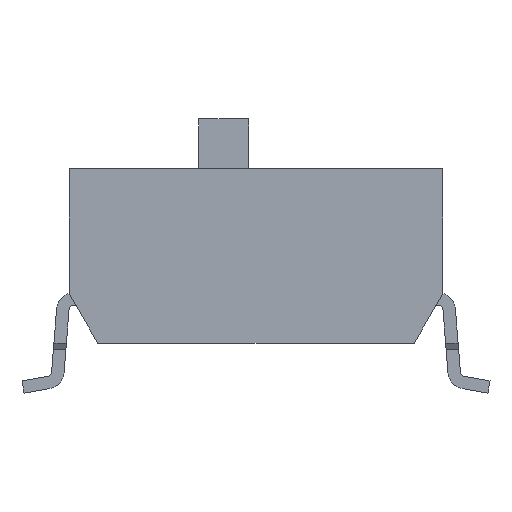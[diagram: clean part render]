
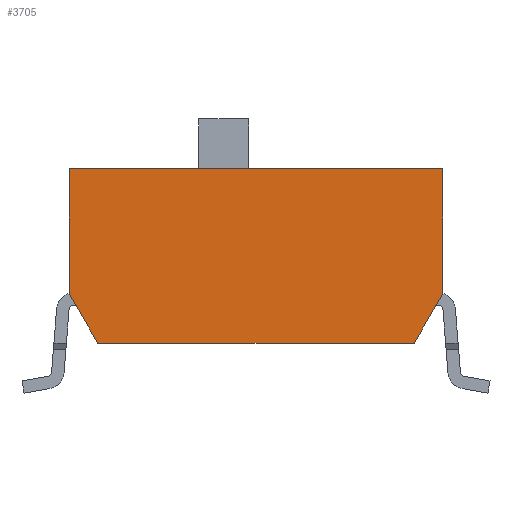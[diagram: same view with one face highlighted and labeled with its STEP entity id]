
A CAD part, left-side view. The second image highlights one B-rep face of the part: STEP entity #3705.
In plain terms, the highlighted planar face has unit normal (-1, 0, 0).
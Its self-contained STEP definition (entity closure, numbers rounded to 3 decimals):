
#134=DIRECTION('',(0.,0.,-1.));
#135=VECTOR('',#134,2.5);
#136=CARTESIAN_POINT('',(-6.07,-3.75,0.));
#137=LINE('',#136,#135);
#138=DIRECTION('',(0.,0.5,-0.866));
#139=VECTOR('',#138,1.155);
#140=CARTESIAN_POINT('',(-6.07,-3.75,-2.5));
#141=LINE('',#140,#139);
#142=DIRECTION('',(0.,1.,0.));
#143=VECTOR('',#142,6.345);
#144=CARTESIAN_POINT('',(-6.07,-3.173,-3.5));
#145=LINE('',#144,#143);
#146=DIRECTION('',(0.,0.5,0.866));
#147=VECTOR('',#146,1.155);
#148=CARTESIAN_POINT('',(-6.07,3.173,-3.5));
#149=LINE('',#148,#147);
#150=DIRECTION('',(0.,0.,1.));
#151=VECTOR('',#150,2.5);
#152=CARTESIAN_POINT('',(-6.07,3.75,-2.5));
#153=LINE('',#152,#151);
#154=DIRECTION('',(0.,-1.,0.));
#155=VECTOR('',#154,7.5);
#156=CARTESIAN_POINT('',(-6.07,3.75,0.));
#157=LINE('',#156,#155);
#2826=CARTESIAN_POINT('',(-6.07,-3.75,0.));
#2827=CARTESIAN_POINT('',(-6.07,-3.75,-2.5));
#2828=VERTEX_POINT('',#2826);
#2829=VERTEX_POINT('',#2827);
#2830=CARTESIAN_POINT('',(-6.07,-3.173,-3.5));
#2831=VERTEX_POINT('',#2830);
#2832=CARTESIAN_POINT('',(-6.07,3.173,-3.5));
#2833=VERTEX_POINT('',#2832);
#2834=CARTESIAN_POINT('',(-6.07,3.75,-2.5));
#2835=VERTEX_POINT('',#2834);
#2836=CARTESIAN_POINT('',(-6.07,3.75,0.));
#2837=VERTEX_POINT('',#2836);
#3686=CARTESIAN_POINT('',(-6.07,0.,0.));
#3687=DIRECTION('',(1.,0.,0.));
#3688=DIRECTION('',(0.,0.,-1.));
#3689=AXIS2_PLACEMENT_3D('',#3686,#3687,#3688);
#3690=PLANE('',#3689);
#3692=ORIENTED_EDGE('',*,*,#3691,.T.);
#3694=ORIENTED_EDGE('',*,*,#3693,.T.);
#3696=ORIENTED_EDGE('',*,*,#3695,.T.);
#3698=ORIENTED_EDGE('',*,*,#3697,.T.);
#3700=ORIENTED_EDGE('',*,*,#3699,.T.);
#3702=ORIENTED_EDGE('',*,*,#3701,.T.);
#3703=EDGE_LOOP('',(#3692,#3694,#3696,#3698,#3700,#3702));
#3704=FACE_OUTER_BOUND('',#3703,.F.);
#3691=EDGE_CURVE('',#2828,#2829,#137,.T.);
#3693=EDGE_CURVE('',#2829,#2831,#141,.T.);
#3695=EDGE_CURVE('',#2831,#2833,#145,.T.);
#3697=EDGE_CURVE('',#2833,#2835,#149,.T.);
#3699=EDGE_CURVE('',#2835,#2837,#153,.T.);
#3701=EDGE_CURVE('',#2837,#2828,#157,.T.);
#3705=ADVANCED_FACE('',(#3704),#3690,.F.);
